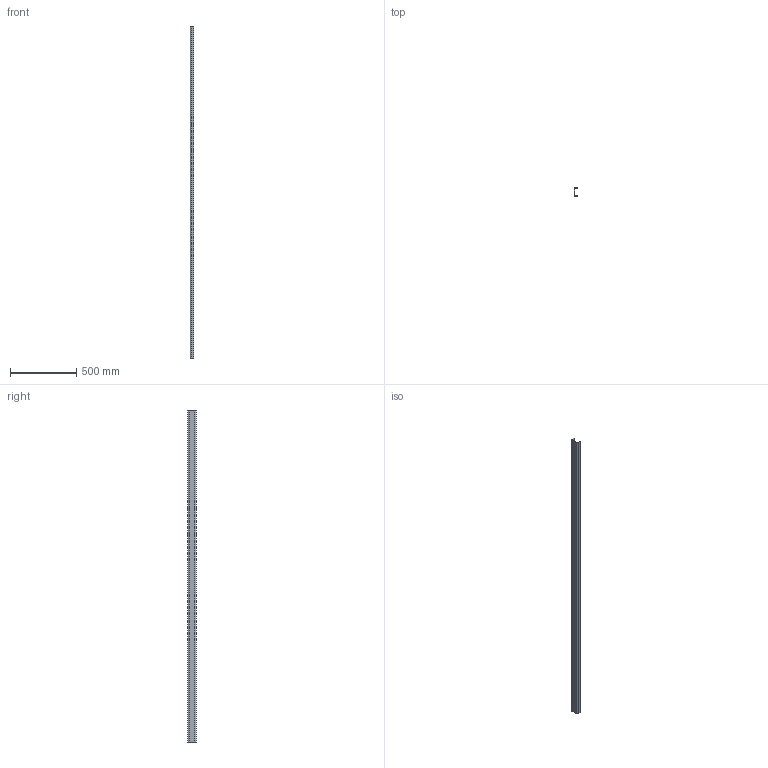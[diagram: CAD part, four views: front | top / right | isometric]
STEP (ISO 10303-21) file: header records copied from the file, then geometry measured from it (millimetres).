
FILE_DESCRIPTION (( 'STEP AP203' ), '1' );
FILE_NAME ('CRT_F988488BC8.step', '2021-11-02T20:29:28', ( '' ), ( '' ), 'SwSTEP 2.0', 'SolidWorks 2019', '' );
FILE_SCHEMA (( 'CONFIG_CONTROL_DESIGN' ));
Length unit declared in the file: inch
Products named in the file (3): CRT_F988488BC8; RkcRgkeaHZ_CADModel_0
Assembly tree (1 placements, depth 2):
  CRT_F988488BC8
    RkcRgkeaHZ_CADModel_0
  RkcRgkeaHZ_CADModel_0
Bounding box: 30 x 65 x 2500 mm (x, y, z)
Volume: 1604867.2 mm3; surface area: 566239.6 mm2
Topology: 1 solids, 1 shells, 14 faces, 36 edges, 24 vertices
Faces by surface type: plane 10, cylinder 4
Entity records: 706 total; most frequent: DIRECTION 82, CARTESIAN_POINT 79, ORIENTED_EDGE 72, EDGE_CURVE 36, VECTOR 28, LINE 28, AXIS2_PLACEMENT_3D 27, PERSON_AND_ORGANIZATION 25
